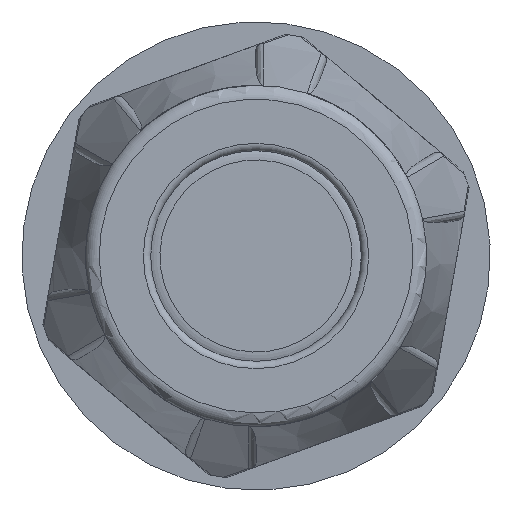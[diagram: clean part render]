
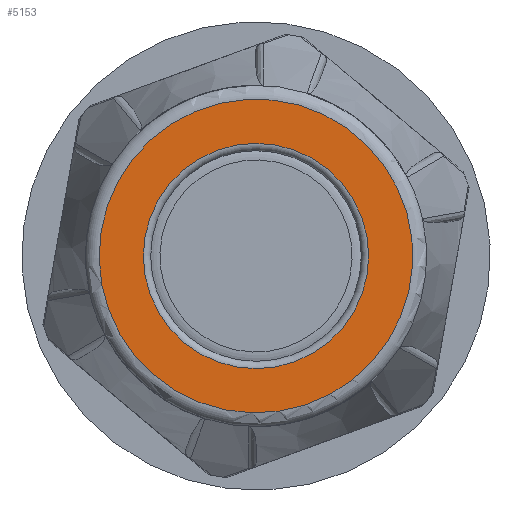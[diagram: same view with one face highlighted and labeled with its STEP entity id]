
A CAD part, left-side view. The second image highlights one B-rep face of the part: STEP entity #5153.
In plain terms, the highlighted planar face has unit normal (-1, 0, 0).
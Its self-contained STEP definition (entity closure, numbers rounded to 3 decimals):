
#257=FACE_BOUND('',#1666,.T.);
#1052=PLANE('',#5749);
#1336=FACE_OUTER_BOUND('',#1665,.T.);
#1665=EDGE_LOOP('',(#4804));
#1666=EDGE_LOOP('',(#4805));
#1969=CIRCLE('',#5748,7.68);
#1970=CIRCLE('',#5750,10.694);
#2616=VERTEX_POINT('',#13255);
#2617=VERTEX_POINT('',#13258);
#3354=EDGE_CURVE('',#2616,#2616,#1969,.T.);
#3355=EDGE_CURVE('',#2617,#2617,#1970,.T.);
#4804=ORIENTED_EDGE('',*,*,#3355,.F.);
#4805=ORIENTED_EDGE('',*,*,#3354,.T.);
#5153=ADVANCED_FACE('',(#1336,#257),#1052,.T.);
#5748=AXIS2_PLACEMENT_3D('',#13256,#7123,#7124);
#5749=AXIS2_PLACEMENT_3D('',#13257,#7125,#7126);
#5750=AXIS2_PLACEMENT_3D('',#13259,#7127,#7128);
#7123=DIRECTION('center_axis',(1.,0.,0.));
#7124=DIRECTION('ref_axis',(0.,0.,-1.));
#7125=DIRECTION('center_axis',(-1.,0.,0.));
#7126=DIRECTION('ref_axis',(0.,0.,1.));
#7127=DIRECTION('center_axis',(1.,0.,0.));
#7128=DIRECTION('ref_axis',(0.,0.,-1.));
#13255=CARTESIAN_POINT('',(-23.24,7.68,0.));
#13256=CARTESIAN_POINT('Origin',(-23.24,0.,0.));
#13257=CARTESIAN_POINT('Origin',(-23.24,10.694,0.));
#13258=CARTESIAN_POINT('',(-23.24,10.694,0.));
#13259=CARTESIAN_POINT('Origin',(-23.24,0.,0.));
